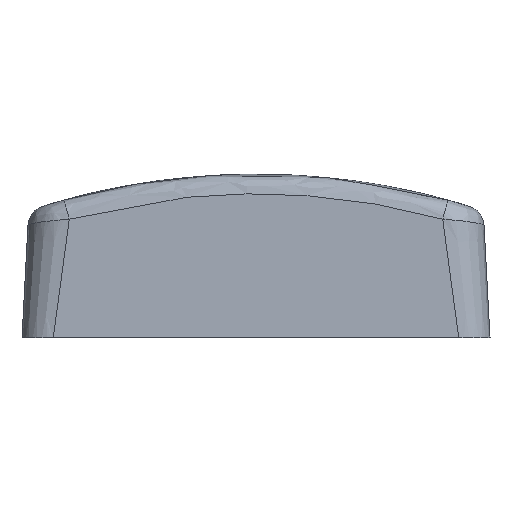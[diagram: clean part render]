
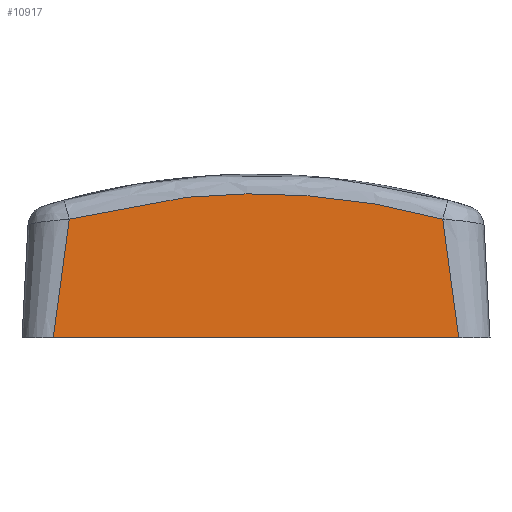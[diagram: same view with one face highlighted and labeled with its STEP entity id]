
A CAD part, front view. The second image highlights one B-rep face of the part: STEP entity #10917.
In plain terms, the highlighted planar face has unit normal (0, -0.999, 0.052).
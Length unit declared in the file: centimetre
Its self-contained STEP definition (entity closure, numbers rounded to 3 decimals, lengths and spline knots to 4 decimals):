
#28=ELLIPSE('',#12068,13.4935,13.475);
#972=FACE_OUTER_BOUND('',#1666,.T.);
#1666=EDGE_LOOP('',(#9028,#9029,#9030,#9031));
#2955=LINE('',#20120,#3703);
#2958=LINE('',#20167,#3706);
#2990=LINE('',#20777,#3738);
#3703=VECTOR('',#15090,1.0033);
#3706=VECTOR('',#15101,1.0033);
#3738=VECTOR('',#15225,1.);
#4552=VERTEX_POINT('',#20107);
#4554=VERTEX_POINT('',#20118);
#4555=VERTEX_POINT('',#20152);
#4557=VERTEX_POINT('',#20163);
#5996=EDGE_CURVE('',#4554,#4552,#2955,.T.);
#6003=EDGE_CURVE('',#4555,#4557,#2958,.T.);
#6005=EDGE_CURVE('',#4552,#4555,#28,.T.);
#6064=EDGE_CURVE('',#4557,#4554,#2990,.T.);
#9028=ORIENTED_EDGE('',*,*,#5996,.F.);
#9029=ORIENTED_EDGE('',*,*,#6064,.F.);
#9030=ORIENTED_EDGE('',*,*,#6003,.F.);
#9031=ORIENTED_EDGE('',*,*,#6005,.F.);
#9588=PLANE('',#12114);
#10917=ADVANCED_FACE('',(#972),#9588,.T.);
#12068=AXIS2_PLACEMENT_3D('',#20200,#15105,#15106);
#12114=AXIS2_PLACEMENT_3D('',#20780,#15229,#15230);
#15090=DIRECTION('',(0.133,0.052,0.99));
#15101=DIRECTION('',(0.133,-0.052,-0.99));
#15105=DIRECTION('center_axis',(0.,0.999,-0.052));
#15106=DIRECTION('ref_axis',(0.,0.052,0.999));
#15225=DIRECTION('',(-1.,0.,0.));
#15229=DIRECTION('center_axis',(0.,-0.999,0.052));
#15230=DIRECTION('ref_axis',(1.,0.,0.));
#20107=CARTESIAN_POINT('',(-3.5911,-11.2803,0.0836));
#20118=CARTESIAN_POINT('',(-3.8983,-11.4,-2.2));
#20120=CARTESIAN_POINT('',(-3.5294,-11.2563,0.5421));
#20152=CARTESIAN_POINT('',(3.5911,-11.2803,0.0836));
#20163=CARTESIAN_POINT('',(3.8983,-11.4,-2.2));
#20167=CARTESIAN_POINT('',(3.5776,-11.2751,0.184));
#20200=CARTESIAN_POINT('Origin',(0.,-11.961,-12.9041));
#20777=CARTESIAN_POINT('',(4.5,-11.4,-2.2));
#20780=CARTESIAN_POINT('Origin',(-4.5,-11.2849,-0.003));
